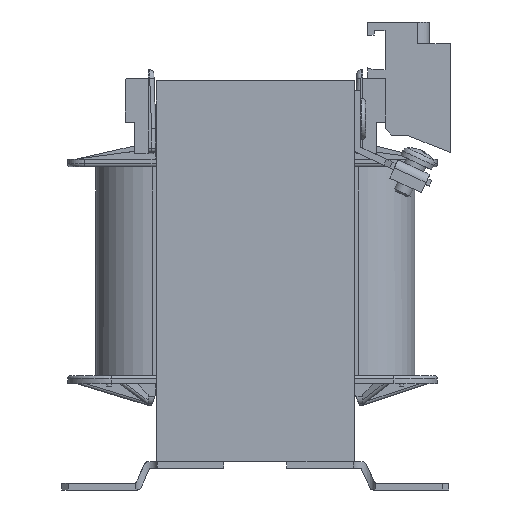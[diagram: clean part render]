
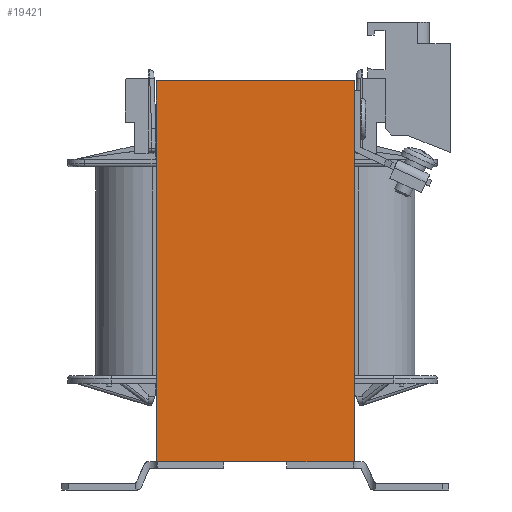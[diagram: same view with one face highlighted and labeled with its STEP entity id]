
A CAD part, left-side view. The second image highlights one B-rep face of the part: STEP entity #19421.
In plain terms, the highlighted planar face has unit normal (-1, 0, 0).
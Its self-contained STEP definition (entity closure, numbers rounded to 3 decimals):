
#769=LINE('',#28540,#2766);
#870=LINE('',#28868,#2867);
#924=LINE('',#29087,#2921);
#978=LINE('',#29210,#2975);
#982=LINE('',#29224,#2979);
#1016=LINE('',#29309,#3013);
#1017=LINE('',#29310,#3014);
#1018=LINE('',#29311,#3015);
#2766=VECTOR('',#22123,10.);
#2867=VECTOR('',#22364,10.);
#2921=VECTOR('',#22486,10.);
#2975=VECTOR('',#22618,10.);
#2979=VECTOR('',#22632,10.);
#3013=VECTOR('',#22708,10.);
#3014=VECTOR('',#22709,10.);
#3015=VECTOR('',#22710,10.);
#5009=FACE_OUTER_BOUND('',#6046,.T.);
#6046=EDGE_LOOP('',(#13320,#13321,#13322,#13323,#13324,#13325,#13326,#13327));
#7571=VERTEX_POINT('',#28538);
#7572=VERTEX_POINT('',#28539);
#7661=VERTEX_POINT('',#28867);
#7692=VERTEX_POINT('',#28969);
#7724=VERTEX_POINT('',#29086);
#7754=VERTEX_POINT('',#29208);
#7759=VERTEX_POINT('',#29222);
#7789=VERTEX_POINT('',#29308);
#9508=EDGE_CURVE('',#7571,#7572,#769,.T.);
#9643=EDGE_CURVE('',#7661,#7571,#870,.T.);
#9723=EDGE_CURVE('',#7724,#7692,#924,.T.);
#9785=EDGE_CURVE('',#7692,#7754,#978,.T.);
#9792=EDGE_CURVE('',#7754,#7759,#982,.T.);
#9835=EDGE_CURVE('',#7789,#7661,#1016,.T.);
#9836=EDGE_CURVE('',#7572,#7724,#1017,.T.);
#9837=EDGE_CURVE('',#7789,#7759,#1018,.T.);
#13320=ORIENTED_EDGE('',*,*,#9835,.T.);
#13321=ORIENTED_EDGE('',*,*,#9643,.T.);
#13322=ORIENTED_EDGE('',*,*,#9508,.T.);
#13323=ORIENTED_EDGE('',*,*,#9836,.T.);
#13324=ORIENTED_EDGE('',*,*,#9723,.T.);
#13325=ORIENTED_EDGE('',*,*,#9785,.T.);
#13326=ORIENTED_EDGE('',*,*,#9792,.T.);
#13327=ORIENTED_EDGE('',*,*,#9837,.F.);
#17691=PLANE('',#20452);
#19421=ADVANCED_FACE('',(#5009),#17691,.T.);
#20452=AXIS2_PLACEMENT_3D('',#29307,#22706,#22707);
#22123=DIRECTION('',(0.,-1.,0.));
#22364=DIRECTION('',(0.,-1.,0.));
#22486=DIRECTION('',(0.,-1.,0.));
#22618=DIRECTION('',(0.,-1.,0.));
#22632=DIRECTION('',(0.,0.,1.));
#22706=DIRECTION('center_axis',(-1.,0.,0.));
#22707=DIRECTION('ref_axis',(0.,0.,1.));
#22708=DIRECTION('',(0.,0.,-1.));
#22709=DIRECTION('',(0.,-1.,0.));
#22710=DIRECTION('',(0.,-1.,0.));
#28538=CARTESIAN_POINT('',(-52.5,22.5,-43.75));
#28539=CARTESIAN_POINT('',(-52.5,7.25,-43.75));
#28540=CARTESIAN_POINT('',(-52.5,0.,-43.75));
#28867=CARTESIAN_POINT('',(-52.5,22.75,-43.75));
#28868=CARTESIAN_POINT('',(-52.5,0.,-43.75));
#28969=CARTESIAN_POINT('',(-52.5,-22.5,-43.75));
#29086=CARTESIAN_POINT('',(-52.5,-7.25,-43.75));
#29087=CARTESIAN_POINT('',(-52.5,0.,-43.75));
#29208=CARTESIAN_POINT('',(-52.5,-22.75,-43.75));
#29210=CARTESIAN_POINT('',(-52.5,0.,-43.75));
#29222=CARTESIAN_POINT('',(-52.5,-22.75,43.75));
#29224=CARTESIAN_POINT('',(-52.5,-22.75,43.75));
#29307=CARTESIAN_POINT('Origin',(-52.5,0.,43.75));
#29308=CARTESIAN_POINT('',(-52.5,22.75,43.75));
#29309=CARTESIAN_POINT('',(-52.5,22.75,43.75));
#29310=CARTESIAN_POINT('',(-52.5,0.,-43.75));
#29311=CARTESIAN_POINT('',(-52.5,0.,43.75));
